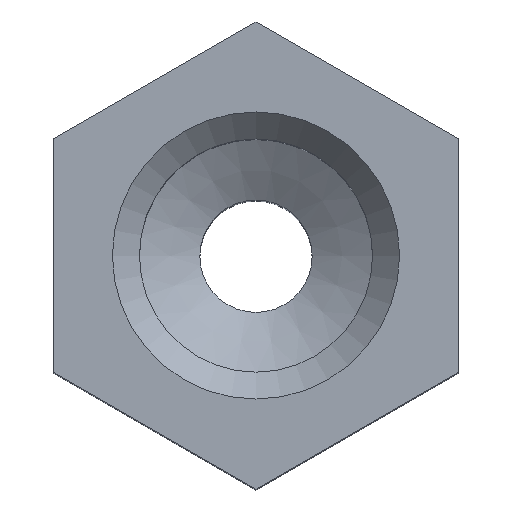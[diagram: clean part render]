
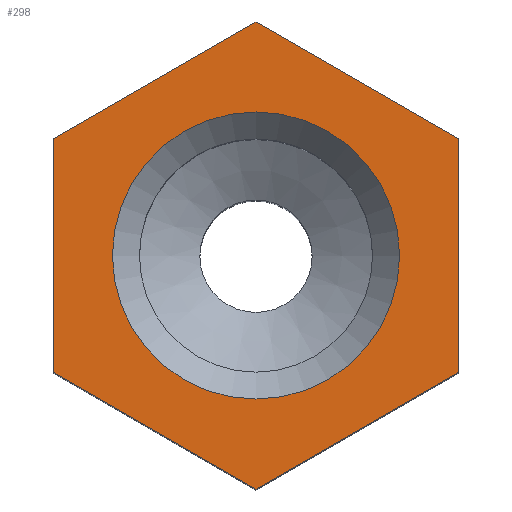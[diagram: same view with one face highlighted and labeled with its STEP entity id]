
A CAD part, top view. The second image highlights one B-rep face of the part: STEP entity #298.
In plain terms, the highlighted planar face has unit normal (0, 0, 1).
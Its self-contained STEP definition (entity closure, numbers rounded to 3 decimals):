
#19=FACE_BOUND('',#58,.T.);
#26=PLANE('',#342);
#39=FACE_OUTER_BOUND('',#57,.T.);
#57=EDGE_LOOP('',(#239,#240,#241,#242,#243,#244));
#58=EDGE_LOOP('',(#245));
#78=LINE('',#478,#103);
#81=LINE('',#483,#106);
#83=LINE('',#487,#108);
#86=LINE('',#504,#111);
#87=LINE('',#506,#112);
#88=LINE('',#507,#113);
#103=VECTOR('',#381,10.);
#106=VECTOR('',#386,10.);
#108=VECTOR('',#390,10.);
#111=VECTOR('',#409,10.);
#112=VECTOR('',#410,10.);
#113=VECTOR('',#411,10.);
#122=CIRCLE('',#336,3.194);
#144=VERTEX_POINT('',#475);
#145=VERTEX_POINT('',#477);
#146=VERTEX_POINT('',#481);
#147=VERTEX_POINT('',#485);
#148=VERTEX_POINT('',#489);
#153=VERTEX_POINT('',#503);
#154=VERTEX_POINT('',#505);
#174=EDGE_CURVE('',#144,#145,#78,.T.);
#177=EDGE_CURVE('',#146,#144,#81,.T.);
#179=EDGE_CURVE('',#147,#146,#83,.T.);
#180=EDGE_CURVE('',#148,#148,#122,.T.);
#187=EDGE_CURVE('',#153,#147,#86,.T.);
#188=EDGE_CURVE('',#154,#153,#87,.T.);
#189=EDGE_CURVE('',#145,#154,#88,.T.);
#239=ORIENTED_EDGE('',*,*,#174,.F.);
#240=ORIENTED_EDGE('',*,*,#177,.F.);
#241=ORIENTED_EDGE('',*,*,#179,.F.);
#242=ORIENTED_EDGE('',*,*,#187,.F.);
#243=ORIENTED_EDGE('',*,*,#188,.F.);
#244=ORIENTED_EDGE('',*,*,#189,.F.);
#245=ORIENTED_EDGE('',*,*,#180,.F.);
#298=ADVANCED_FACE('',(#39,#19),#26,.T.);
#336=AXIS2_PLACEMENT_3D('',#490,#393,#394);
#342=AXIS2_PLACEMENT_3D('',#502,#407,#408);
#381=DIRECTION('',(0.,-1.,0.));
#386=DIRECTION('',(0.866,-0.5,0.));
#390=DIRECTION('',(0.866,0.5,0.));
#393=DIRECTION('center_axis',(0.,0.,1.));
#394=DIRECTION('ref_axis',(-1.,0.,0.));
#407=DIRECTION('center_axis',(0.,0.,1.));
#408=DIRECTION('ref_axis',(1.,0.,0.));
#409=DIRECTION('',(0.,1.,0.));
#410=DIRECTION('',(-0.866,0.5,0.));
#411=DIRECTION('',(-0.866,-0.5,0.));
#475=CARTESIAN_POINT('',(4.5,2.598,22.));
#477=CARTESIAN_POINT('',(4.5,-2.598,22.));
#478=CARTESIAN_POINT('',(4.5,-2.598,22.));
#481=CARTESIAN_POINT('',(0.,5.196,22.));
#483=CARTESIAN_POINT('',(4.5,2.598,22.));
#485=CARTESIAN_POINT('',(-4.5,2.598,22.));
#487=CARTESIAN_POINT('',(0.,5.196,22.));
#489=CARTESIAN_POINT('',(3.194,0.,22.));
#490=CARTESIAN_POINT('Origin',(0.,0.,22.));
#502=CARTESIAN_POINT('Origin',(0.,0.,
22.));
#503=CARTESIAN_POINT('',(-4.5,-2.598,22.));
#504=CARTESIAN_POINT('',(-4.5,2.598,22.));
#505=CARTESIAN_POINT('',(0.,-5.196,22.));
#506=CARTESIAN_POINT('',(-4.5,-2.598,22.));
#507=CARTESIAN_POINT('',(0.,-5.196,22.));
